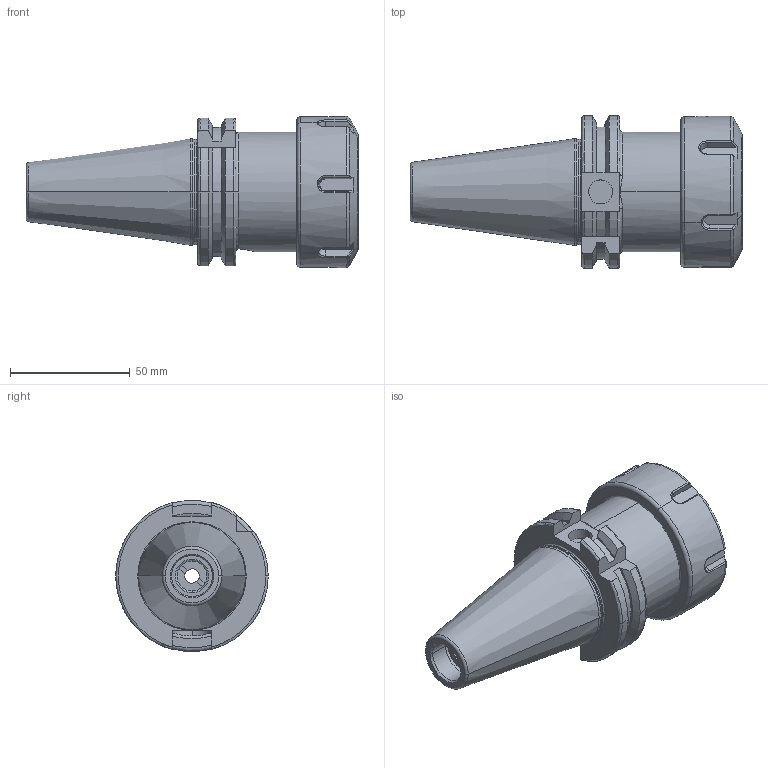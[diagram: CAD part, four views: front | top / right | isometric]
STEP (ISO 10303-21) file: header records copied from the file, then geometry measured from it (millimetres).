
FILE_DESCRIPTION (( 'STEP AP203' ), '1' );
FILE_NAME ('91406-ER140070.STEP', '2016-02-29T06:11:10', ( '' ), ( '' ), 'SwSTEP 2.0', 'SolidWorks 2009', '' );
FILE_SCHEMA (( 'CONFIG_CONTROL_DESIGN' ));
Length unit declared in the file: millimetre
Products named in the file (4): SK40 CCH ER40 070  WW; FT NUT ER 40; FTSCWM28X150.; 91406-ER140070
Assembly tree (3 placements, depth 2):
  91406-ER140070
    FTSCWM28X150.
    FT NUT ER 40
    SK40 CCH ER40 070  WW
Bounding box: 138.4 x 63.55 x 62.98 mm (x, y, z)
Volume: 161267.9 mm3; surface area: 47416.2 mm2
Topology: 3 solids, 3 shells, 236 faces, 581 edges, 356 vertices
Faces by surface type: plane 79, cylinder 46, cone 42, torus 37, bspline 32
Entity records: 8059 total; most frequent: CARTESIAN_POINT 2315, ORIENTED_EDGE 1158, DIRECTION 1065, EDGE_CURVE 579, AXIS2_PLACEMENT_3D 432, VERTEX_POINT 356, EDGE_LOOP 249, ADVANCED_FACE 236
